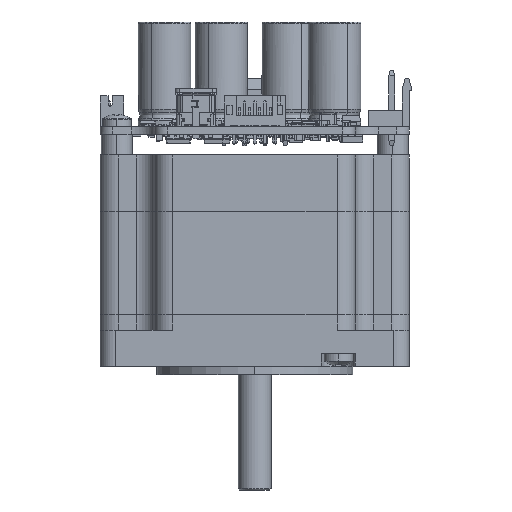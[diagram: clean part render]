
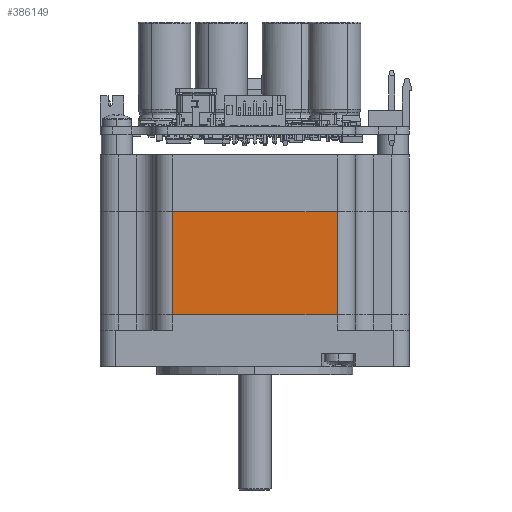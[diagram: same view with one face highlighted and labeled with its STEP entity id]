
A CAD part, left-side view. The second image highlights one B-rep face of the part: STEP entity #386149.
In plain terms, the highlighted planar face has unit normal (-1, 0, 0).
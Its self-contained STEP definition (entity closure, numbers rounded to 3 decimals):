
#2276 = VERTEX_POINT ( 'NONE', #374016 ) ;
#18647 = LINE ( 'NONE', #270646, #160723 ) ;
#31789 = ORIENTED_EDGE ( 'NONE', *, *, #282395, .F. ) ;
#36227 = CARTESIAN_POINT ( 'NONE',  ( -30., 28.08, -0.93 ) ) ;
#43398 = CARTESIAN_POINT ( 'NONE',  ( -30., -16., 23.25 ) ) ;
#67188 = DIRECTION ( 'NONE',  ( 0., 0., 1. ) ) ;
#68532 = DIRECTION ( 'NONE',  ( -1., 0., 0. ) ) ;
#80070 = AXIS2_PLACEMENT_3D ( 'NONE', #36227, #68532, #372296 ) ;
#80756 = VERTEX_POINT ( 'NONE', #215750 ) ;
#97934 = EDGE_CURVE ( 'NONE', #164624, #2276, #136050, .T. ) ;
#100564 = CARTESIAN_POINT ( 'NONE',  ( -30., 28.08, 15.5 ) ) ;
#131130 = PLANE ( 'NONE',  #80070 ) ;
#131614 = VERTEX_POINT ( 'NONE', #165497 ) ;
#136050 = LINE ( 'NONE', #43398, #159627 ) ;
#159627 = VECTOR ( 'NONE', #67188, 1000. ) ;
#160723 = VECTOR ( 'NONE', #410924, 1000. ) ;
#164624 = VERTEX_POINT ( 'NONE', #323863 ) ;
#165497 = CARTESIAN_POINT ( 'NONE',  ( -30., 16., 35.5 ) ) ;
#166748 = ORIENTED_EDGE ( 'NONE', *, *, #424084, .T. ) ;
#169123 = ORIENTED_EDGE ( 'NONE', *, *, #97934, .T. ) ;
#178298 = ORIENTED_EDGE ( 'NONE', *, *, #233677, .T. ) ;
#178671 = VECTOR ( 'NONE', #365512, 1000. ) ;
#204183 = CARTESIAN_POINT ( 'NONE',  ( -30., 16., 23.25 ) ) ;
#215750 = CARTESIAN_POINT ( 'NONE',  ( -30., 16., 15.5 ) ) ;
#225731 = FACE_OUTER_BOUND ( 'NONE', #415880, .T. ) ;
#233677 = EDGE_CURVE ( 'NONE', #2276, #131614, #18647, .T. ) ;
#270646 = CARTESIAN_POINT ( 'NONE',  ( -30., 28.08, 35.5 ) ) ;
#282395 = EDGE_CURVE ( 'NONE', #164624, #80756, #395803, .T. ) ;
#323863 = CARTESIAN_POINT ( 'NONE',  ( -30., -16., 15.5 ) ) ;
#335666 = DIRECTION ( 'NONE',  ( 0., 0., -1. ) ) ;
#341689 = VECTOR ( 'NONE', #335666, 1000. ) ;
#365512 = DIRECTION ( 'NONE',  ( 0., 1., 0. ) ) ;
#368059 = LINE ( 'NONE', #204183, #341689 ) ;
#372296 = DIRECTION ( 'NONE',  ( 0., 0., 1. ) ) ;
#374016 = CARTESIAN_POINT ( 'NONE',  ( -30., -16., 35.5 ) ) ;
#386149 = ADVANCED_FACE ( 'NONE', ( #225731 ), #131130, .T. ) ;
#395803 = LINE ( 'NONE', #100564, #178671 ) ;
#410924 = DIRECTION ( 'NONE',  ( 0., 1., 0. ) ) ;
#415880 = EDGE_LOOP ( 'NONE', ( #166748, #31789, #169123, #178298 ) ) ;
#424084 = EDGE_CURVE ( 'NONE', #131614, #80756, #368059, .T. ) ;
